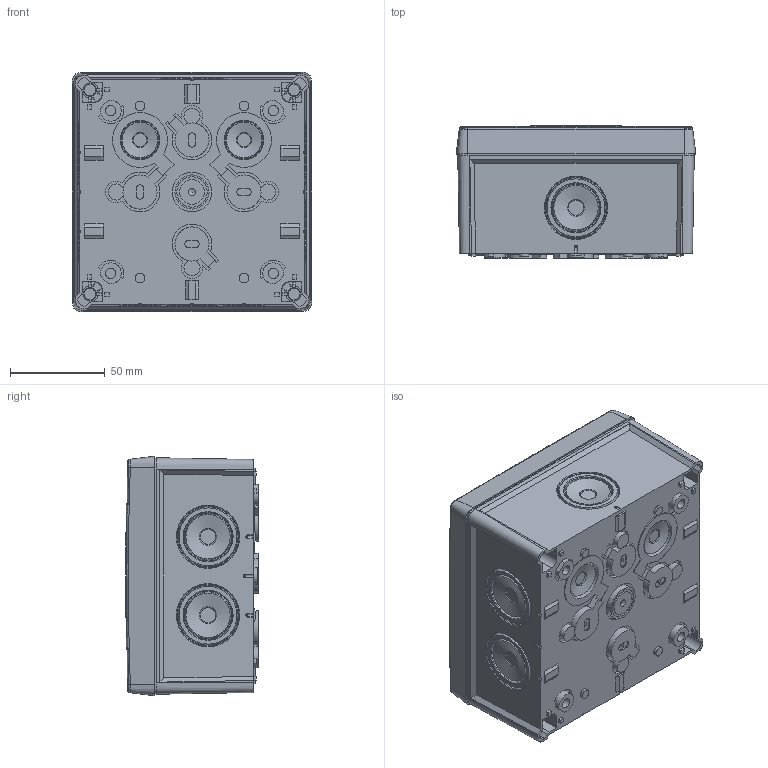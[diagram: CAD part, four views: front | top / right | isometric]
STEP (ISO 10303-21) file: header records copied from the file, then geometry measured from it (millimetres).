
FILE_DESCRIPTION(/* description */ ('STEP AP214'),/* implementation_level */ '2;1');
FILE_NAME(/* name */ '80640001',/* time_stamp */ '2024-12-06T15:51:34+01:00',/* author */ ('License CC BY-ND 4.0'),/* organization */ ('CADENAS'),/* preprocessor_version */ 'ST-DEVELOPER v19.3',/* originating_system */ 'PARTsolutions',/* authorisation */ ' ');
FILE_SCHEMA (('AUTOMOTIVE_DESIGN {1 0 10303 214 3 1 1}'));
Products named in the file (4): 80640001; 80640001_PART1; 80640001_PART2; 80640001_PART3
Assembly tree (6 placements, depth 2):
  80640001
    80640001_PART1  x4
    80640001_PART2
    80640001_PART3
Bounding box: 126.6 x 70 x 126.6 mm (x, y, z)
Volume: 187913.1 mm3; surface area: 177176.3 mm2
Topology: 6 solids, 6 shells, 2364 faces, 6033 edges, 3859 vertices
Faces by surface type: plane 1096, cylinder 541, bspline 299, cone 235, torus 152, sphere 41
Full cylindrical faces by diameter (mm): 2 x4, 2.25 x4, 3 x4, 3.15 x5, 3.2 x4, 3.6 x4, 4 x4, 4.2 x9, 5 x4, 5.4 x4, 7.5 x4, 8.5 x1, 10.1 x2, 13 x1, 14.5 x5, 16 x1, 18 x2, 20.5 x2, 21 x1
Entity records: 84280 total; most frequent: CARTESIAN_POINT 34188, ORIENTED_EDGE 10602, DIRECTION 9869, EDGE_CURVE 5301, AXIS2_PLACEMENT_3D 3684, VERTEX_POINT 3455, FACE_BOUND 2554, EDGE_LOOP 2553
